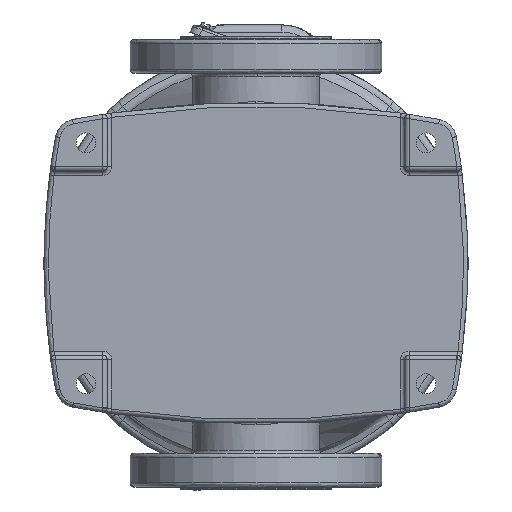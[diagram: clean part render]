
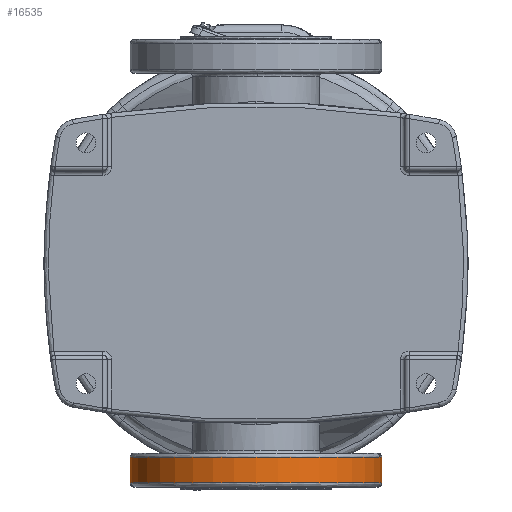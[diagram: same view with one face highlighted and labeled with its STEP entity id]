
A CAD part, front view. The second image highlights one B-rep face of the part: STEP entity #16535.
In plain terms, the highlighted cylindrical face has radius 88.9 mm (diameter 177.8 mm), a partial arc.
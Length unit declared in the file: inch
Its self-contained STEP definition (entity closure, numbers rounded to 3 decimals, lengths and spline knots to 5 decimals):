
#2096 = DIRECTION ( 'NONE',  ( 0., 0., -1. ) ) ;
#4352 = CIRCLE ( 'NONE', #50562, 3.5 ) ;
#6648 = AXIS2_PLACEMENT_3D ( 'NONE', #22278, #65016, #116108 ) ;
#8035 = EDGE_CURVE ( 'NONE', #23075, #17431, #80681, .T. ) ;
#8438 = ORIENTED_EDGE ( 'NONE', *, *, #94857, .F. ) ;
#13312 = CARTESIAN_POINT ( 'NONE',  ( -6.29925, -0.55118, 3.5 ) ) ;
#13406 = EDGE_LOOP ( 'NONE', ( #104295, #8438, #47960, #14285 ) ) ;
#14285 = ORIENTED_EDGE ( 'NONE', *, *, #82010, .T. ) ;
#16535 = ADVANCED_FACE ( 'NONE', ( #50119 ), #83237, .T. ) ;
#17431 = VERTEX_POINT ( 'NONE', #33170 ) ;
#20519 = VECTOR ( 'NONE', #78089, 39.37008 ) ;
#22278 = CARTESIAN_POINT ( 'NONE',  ( 6.10236, -0.55118, 0. ) ) ;
#23075 = VERTEX_POINT ( 'NONE', #69418 ) ;
#28251 = DIRECTION ( 'NONE',  ( 1., 0., 0. ) ) ;
#33170 = CARTESIAN_POINT ( 'NONE',  ( 6.10236, -0.55118, -3.5 ) ) ;
#42080 = CARTESIAN_POINT ( 'NONE',  ( 5.3937, -0.55118, 3.5 ) ) ;
#47960 = ORIENTED_EDGE ( 'NONE', *, *, #8035, .T. ) ;
#50119 = FACE_OUTER_BOUND ( 'NONE', #13406, .T. ) ;
#50562 = AXIS2_PLACEMENT_3D ( 'NONE', #96583, #64117, #2096 ) ;
#50675 = CARTESIAN_POINT ( 'NONE',  ( 6.10236, -0.55118, 3.5 ) ) ;
#59670 = AXIS2_PLACEMENT_3D ( 'NONE', #113631, #103958, #94980 ) ;
#64117 = DIRECTION ( 'NONE',  ( -1., 0., 0. ) ) ;
#65008 = LINE ( 'NONE', #13312, #20519 ) ;
#65016 = DIRECTION ( 'NONE',  ( -1., 0., 0. ) ) ;
#66081 = CIRCLE ( 'NONE', #6648, 3.5 ) ;
#69418 = CARTESIAN_POINT ( 'NONE',  ( 5.3937, -0.55118, -3.5 ) ) ;
#78089 = DIRECTION ( 'NONE',  ( 1., 0., 0. ) ) ;
#80681 = LINE ( 'NONE', #122770, #89963 ) ;
#82010 = EDGE_CURVE ( 'NONE', #17431, #104667, #66081, .T. ) ;
#83237 = CYLINDRICAL_SURFACE ( 'NONE', #59670, 3.5 ) ;
#89963 = VECTOR ( 'NONE', #28251, 39.37008 ) ;
#94857 = EDGE_CURVE ( 'NONE', #23075, #113907, #4352, .T. ) ;
#94980 = DIRECTION ( 'NONE',  ( 0., 0., -1. ) ) ;
#96583 = CARTESIAN_POINT ( 'NONE',  ( 5.3937, -0.55118, 0. ) ) ;
#103958 = DIRECTION ( 'NONE',  ( 1., 0., 0. ) ) ;
#104295 = ORIENTED_EDGE ( 'NONE', *, *, #114553, .F. ) ;
#104667 = VERTEX_POINT ( 'NONE', #50675 ) ;
#113631 = CARTESIAN_POINT ( 'NONE',  ( -6.29925, -0.55118, 0. ) ) ;
#113907 = VERTEX_POINT ( 'NONE', #42080 ) ;
#114553 = EDGE_CURVE ( 'NONE', #113907, #104667, #65008, .T. ) ;
#116108 = DIRECTION ( 'NONE',  ( 0., 0., -1. ) ) ;
#122770 = CARTESIAN_POINT ( 'NONE',  ( -6.29925, -0.55118, -3.5 ) ) ;
